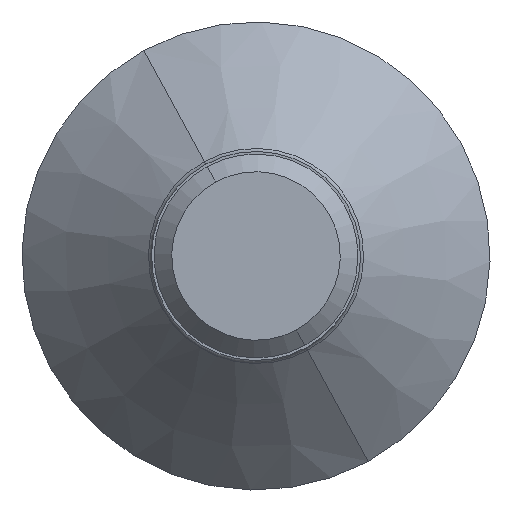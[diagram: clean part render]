
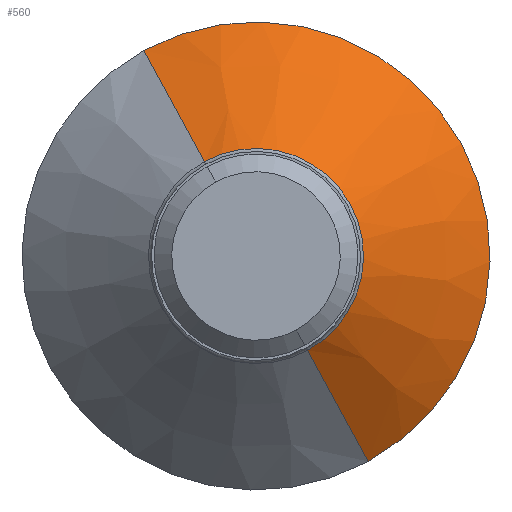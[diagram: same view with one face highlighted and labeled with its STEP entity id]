
A CAD part, left-side view. The second image highlights one B-rep face of the part: STEP entity #560.
In plain terms, the highlighted conical face has half-angle 45 degrees and reference radius 4 mm.
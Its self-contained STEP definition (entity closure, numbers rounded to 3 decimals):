
#420=CARTESIAN_POINT('Axis2P3D Location',(-0.417,0.,0.)) ;
#424=CARTESIAN_POINT('Vertex',(-0.417,-4.296,-7.863)) ;
#426=CARTESIAN_POINT('Vertex',(-0.417,4.296,7.863)) ;
#530=CARTESIAN_POINT('Axis2P3D Location',(-5.377,0.,0.)) ;
#535=CARTESIAN_POINT('Line Origine',(-2.838,-3.135,-5.738)) ;
#539=CARTESIAN_POINT('Vertex',(-5.26,-1.974,-3.613)) ;
#542=CARTESIAN_POINT('Line Origine',(-2.838,3.135,5.738)) ;
#546=CARTESIAN_POINT('Vertex',(-5.26,1.974,3.613)) ;
#549=CARTESIAN_POINT('Axis2P3D Location',(-5.26,0.,0.)) ;
#421=DIRECTION('Axis2P3D Direction',(-1.,0.,0.)) ;
#531=DIRECTION('Axis2P3D Direction',(1.,-0.,-0.)) ;
#532=DIRECTION('Axis2P3D XDirection',(0.,-0.479,-0.878)) ;
#536=DIRECTION('Vector Direction',(0.707,-0.339,-0.621)) ;
#543=DIRECTION('Vector Direction',(0.707,0.339,0.621)) ;
#550=DIRECTION('Axis2P3D Direction',(1.,-0.,0.)) ;
#422=AXIS2_PLACEMENT_3D('Circle Axis2P3D',#420,#421,$) ;
#533=AXIS2_PLACEMENT_3D('Cone Axis2P3D',#530,#531,#532) ;
#551=AXIS2_PLACEMENT_3D('Circle Axis2P3D',#549,#550,$) ;
#555=ORIENTED_EDGE('',*,*,#541,.T.) ;
#556=ORIENTED_EDGE('',*,*,#428,.T.) ;
#557=ORIENTED_EDGE('',*,*,#548,.F.) ;
#558=ORIENTED_EDGE('',*,*,#553,.T.) ;
#537=VECTOR('Line Direction',#536,1.) ;
#544=VECTOR('Line Direction',#543,1.) ;
#560=ADVANCED_FACE('PartBody',(#559),#534,.T.) ;
#423=CIRCLE('generated circle',#422,8.96) ;
#552=CIRCLE('generated circle',#551,4.117) ;
#534=CONICAL_SURFACE('Cone',#533,4.,0.785) ;
#428=EDGE_CURVE('',#425,#427,#423,.T.) ;
#541=EDGE_CURVE('',#540,#425,#538,.T.) ;
#548=EDGE_CURVE('',#547,#427,#545,.T.) ;
#553=EDGE_CURVE('',#547,#540,#552,.T.) ;
#554=EDGE_LOOP('',(#555,#556,#557,#558)) ;
#559=FACE_OUTER_BOUND('',#554,.T.) ;
#538=LINE('Line',#535,#537) ;
#545=LINE('Line',#542,#544) ;
#425=VERTEX_POINT('',#424) ;
#427=VERTEX_POINT('',#426) ;
#540=VERTEX_POINT('',#539) ;
#547=VERTEX_POINT('',#546) ;
